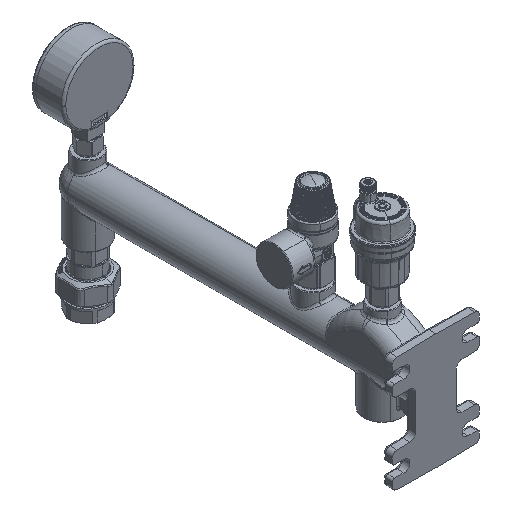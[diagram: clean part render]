
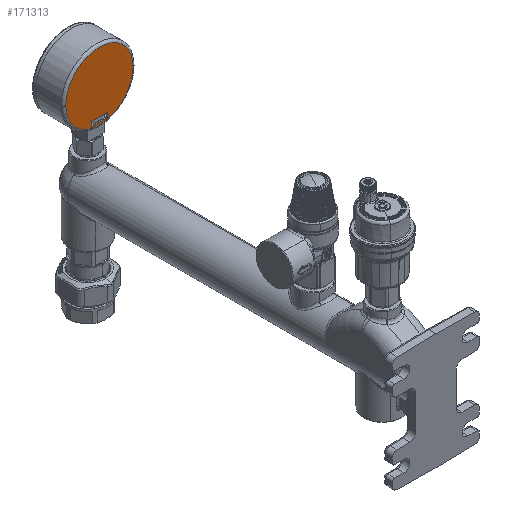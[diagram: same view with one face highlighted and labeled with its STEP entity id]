
A CAD part, isometric view. The second image highlights one B-rep face of the part: STEP entity #171313.
In plain terms, the highlighted planar face has unit normal (0, -1, 0).
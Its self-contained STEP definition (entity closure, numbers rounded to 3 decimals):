
#163432=CARTESIAN_POINT('Vertex',(7.25,290.,54.8)) ;
#163435=CARTESIAN_POINT('Line Origine',(0.,290.,54.8)) ;
#163439=CARTESIAN_POINT('Vertex',(-7.25,290.,54.8)) ;
#163459=CARTESIAN_POINT('Line Origine',(-7.25,290.,52.8)) ;
#163463=CARTESIAN_POINT('Vertex',(-7.25,290.,50.8)) ;
#163483=CARTESIAN_POINT('Line Origine',(0.,290.,50.8)) ;
#163487=CARTESIAN_POINT('Vertex',(7.25,290.,50.8)) ;
#163507=CARTESIAN_POINT('Line Origine',(7.25,290.,52.8)) ;
#171284=CARTESIAN_POINT('Axis2P3D Location',(0.,290.,77.8)) ;
#171289=CARTESIAN_POINT('Axis2P3D Location',(0.,290.,77.8)) ;
#171293=CARTESIAN_POINT('Vertex',(-29.,290.,77.8)) ;
#171295=CARTESIAN_POINT('Vertex',(29.,290.,77.8)) ;
#171298=CARTESIAN_POINT('Axis2P3D Location',(0.,290.,77.8)) ;
#163436=DIRECTION('Vector Direction',(1.,0.,0.)) ;
#163460=DIRECTION('Vector Direction',(0.,0.,1.)) ;
#163484=DIRECTION('Vector Direction',(1.,0.,0.)) ;
#163508=DIRECTION('Vector Direction',(0.,0.,1.)) ;
#171285=DIRECTION('Axis2P3D Direction',(0.,1.,-0.)) ;
#171286=DIRECTION('Axis2P3D XDirection',(-1.,0.,0.)) ;
#171290=DIRECTION('Axis2P3D Direction',(0.,1.,-0.)) ;
#171299=DIRECTION('Axis2P3D Direction',(0.,1.,-0.)) ;
#171287=AXIS2_PLACEMENT_3D('Plane Axis2P3D',#171284,#171285,#171286) ;
#171291=AXIS2_PLACEMENT_3D('Circle Axis2P3D',#171289,#171290,$) ;
#171300=AXIS2_PLACEMENT_3D('Circle Axis2P3D',#171298,#171299,$) ;
#171304=ORIENTED_EDGE('',*,*,#171297,.F.) ;
#171305=ORIENTED_EDGE('',*,*,#171302,.F.) ;
#171308=ORIENTED_EDGE('',*,*,#163511,.F.) ;
#171309=ORIENTED_EDGE('',*,*,#163489,.F.) ;
#171310=ORIENTED_EDGE('',*,*,#163465,.T.) ;
#171311=ORIENTED_EDGE('',*,*,#163441,.T.) ;
#171312=FACE_BOUND('',#171307,.T.) ;
#163437=VECTOR('Line Direction',#163436,1.) ;
#163461=VECTOR('Line Direction',#163460,1.) ;
#163485=VECTOR('Line Direction',#163484,1.) ;
#163509=VECTOR('Line Direction',#163508,1.) ;
#171313=ADVANCED_FACE('PartBody',(#171306,#171312),#171288,.F.) ;
#171292=CIRCLE('generated circle',#171291,29.) ;
#171301=CIRCLE('generated circle',#171300,29.) ;
#163441=EDGE_CURVE('',#163440,#163433,#163438,.T.) ;
#163465=EDGE_CURVE('',#163464,#163440,#163462,.T.) ;
#163489=EDGE_CURVE('',#163464,#163488,#163486,.T.) ;
#163511=EDGE_CURVE('',#163488,#163433,#163510,.T.) ;
#171297=EDGE_CURVE('',#171294,#171296,#171292,.T.) ;
#171302=EDGE_CURVE('',#171296,#171294,#171301,.T.) ;
#171303=EDGE_LOOP('',(#171304,#171305)) ;
#171307=EDGE_LOOP('',(#171308,#171309,#171310,#171311)) ;
#171306=FACE_OUTER_BOUND('',#171303,.T.) ;
#163438=LINE('Line',#163435,#163437) ;
#163462=LINE('Line',#163459,#163461) ;
#163486=LINE('Line',#163483,#163485) ;
#163510=LINE('Line',#163507,#163509) ;
#171288=PLANE('',#171287) ;
#163433=VERTEX_POINT('',#163432) ;
#163440=VERTEX_POINT('',#163439) ;
#163464=VERTEX_POINT('',#163463) ;
#163488=VERTEX_POINT('',#163487) ;
#171294=VERTEX_POINT('',#171293) ;
#171296=VERTEX_POINT('',#171295) ;
